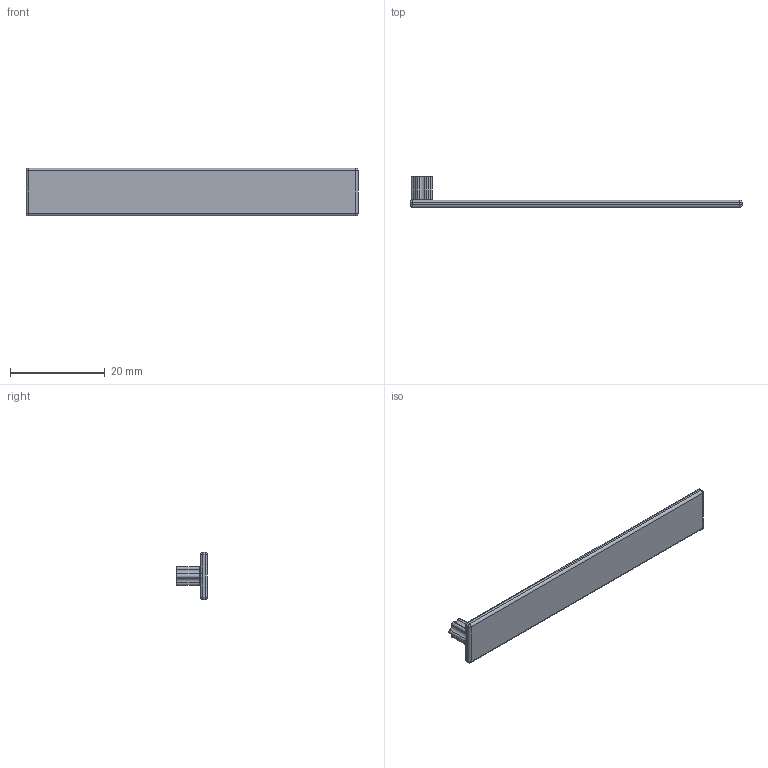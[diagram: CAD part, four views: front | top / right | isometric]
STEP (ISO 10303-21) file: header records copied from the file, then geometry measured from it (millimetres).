
FILE_DESCRIPTION (( 'STEP AP214' ), '1' );
FILE_NAME ('outil torx T25.STEP', '2021-08-18T08:33:22', ( '' ), ( '' ), 'SwSTEP 2.0', 'SolidWorks 2020', '' );
FILE_SCHEMA (( 'AUTOMOTIVE_DESIGN' ));
Length unit declared in the file: millimetre
Products named in the file (1): outil torx T25
Bounding box: 70 x 6.5 x 10 mm (x, y, z)
Volume: 1088.3 mm3; surface area: 1641.5 mm2
Topology: 1 solids, 1 shells, 59 faces, 138 edges, 73 vertices
Faces by surface type: cylinder 28, torus 15, sphere 8, plane 7, bspline 1
Entity records: 1728 total; most frequent: CARTESIAN_POINT 342, DIRECTION 333, ORIENTED_EDGE 260, AXIS2_PLACEMENT_3D 146, EDGE_CURVE 130, CIRCLE 87, VERTEX_POINT 73, EDGE_LOOP 59
